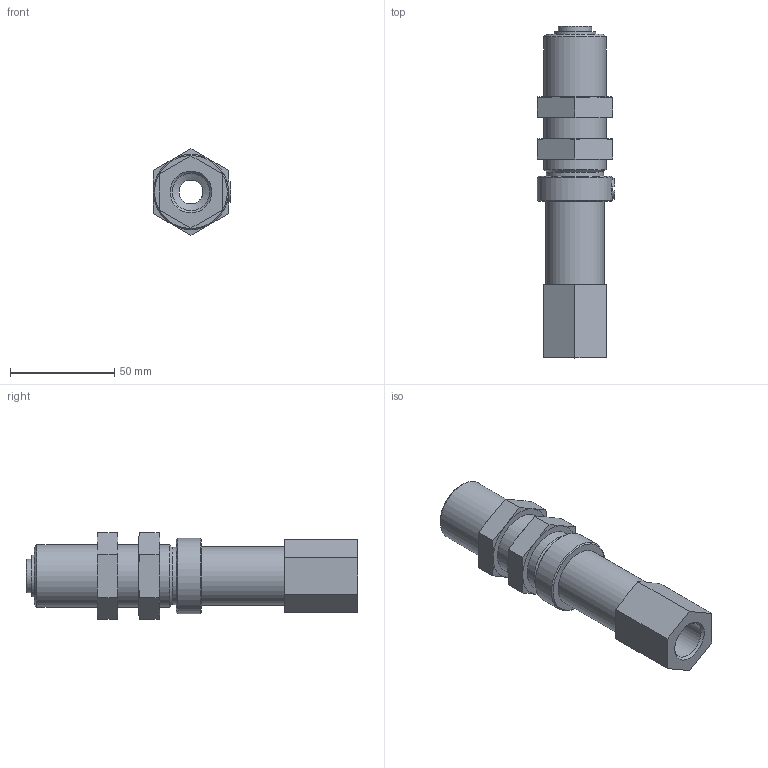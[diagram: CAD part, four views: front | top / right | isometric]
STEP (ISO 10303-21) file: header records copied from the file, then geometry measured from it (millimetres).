
FILE_DESCRIPTION(/* description */ ('STEP AP214'),/* implementation_level */ '2;1');
FILE_NAME(/* name */ '189232_ESH-HCL-6-G',/* time_stamp */ '2024-08-27T13:53:45+02:00',/* author */ ('License CC BY-ND 4.0'),/* organization */ ('CADENAS'),/* preprocessor_version */ 'ST-DEVELOPER v19.3',/* originating_system */ 'PARTsolutions',/* authorisation */ ' ');
FILE_SCHEMA (('AUTOMOTIVE_DESIGN {1 0 10303 214 3 1 1}'));
Length unit declared in the file: millimetre
Products named in the file (3): 189232 ESH-HCL-6-G---(0); 189232 ESH-HCL-6-G_part---(0); 130523 ESHM-M30x2
Assembly tree (3 placements, depth 2):
  189232 ESH-HCL-6-G---(0)
    189232 ESH-HCL-6-G_part---(0)
    130523 ESHM-M30x2  x2
Bounding box: 37 x 159 x 41.57 mm (x, y, z)
Volume: 102955.5 mm3; surface area: 29464.1 mm2
Topology: 3 solids, 3 shells, 89 faces, 190 edges, 112 vertices
Faces by surface type: cone 39, plane 36, cylinder 14
Full cylindrical faces by diameter (mm): 10 x1, 11.445 x2, 16 x1, 17.835 x1, 20 x1, 27.546 x1, 27.835 x2, 28 x1, 30 x1, 36 x1
Entity records: 1775 total; most frequent: CARTESIAN_POINT 372, DIRECTION 282, ORIENTED_EDGE 234, AXIS2_PLACEMENT_3D 124, EDGE_CURVE 117, EDGE_LOOP 100, FACE_BOUND 100, VERTEX_POINT 83
